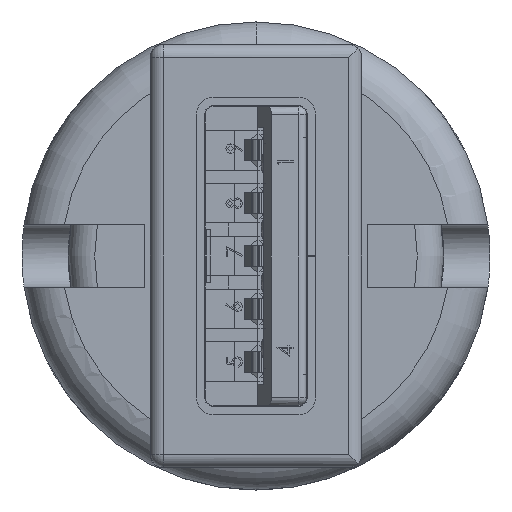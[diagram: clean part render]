
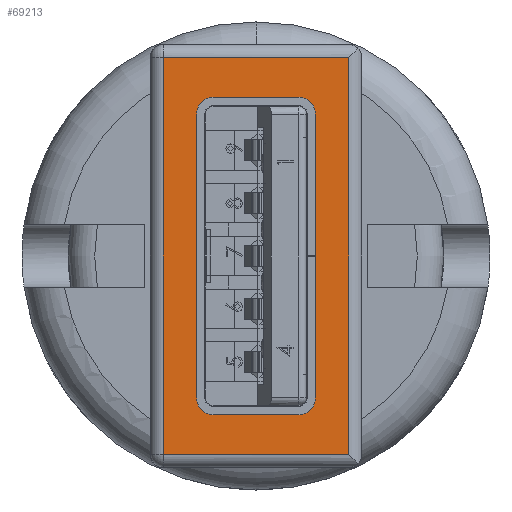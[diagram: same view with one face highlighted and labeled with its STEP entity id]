
A CAD part, left-side view. The second image highlights one B-rep face of the part: STEP entity #69213.
In plain terms, the highlighted face is planar.
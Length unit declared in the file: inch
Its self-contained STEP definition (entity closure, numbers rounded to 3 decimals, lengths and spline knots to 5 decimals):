
#2305 = EDGE_CURVE ( 'NONE', #11677, #21973, #4234, .T. ) ;
#2553 = CARTESIAN_POINT ( 'NONE',  ( -0.21102, 0.08858, -0.47244 ) ) ;
#3436 = CARTESIAN_POINT ( 'NONE',  ( 0.23622, -0.06339, -0.47244 ) ) ;
#4234 = LINE ( 'NONE', #14368, #61237 ) ;
#4368 = EDGE_CURVE ( 'NONE', #75602, #78252, #27552, .T. ) ;
#4676 = AXIS2_PLACEMENT_3D ( 'NONE', #46280, #38811, #54053 ) ;
#8642 = CARTESIAN_POINT ( 'NONE',  ( -0.21102, -0.08858, -0.47244 ) ) ;
#9683 = CARTESIAN_POINT ( 'NONE',  ( 0.29528, 0.1378, -0.47244 ) ) ;
#10309 = LINE ( 'NONE', #72888, #25925 ) ;
#11677 = VERTEX_POINT ( 'NONE', #28228 ) ;
#12639 = CARTESIAN_POINT ( 'NONE',  ( 0.31496, -0.1378, -0.47244 ) ) ;
#12735 = EDGE_CURVE ( 'NONE', #44073, #22445, #61606, .T. ) ;
#13278 = CARTESIAN_POINT ( 'NONE',  ( -0.23622, -0.06339, -0.47244 ) ) ;
#13320 = VECTOR ( 'NONE', #43208, 39.37008 ) ;
#13500 = DIRECTION ( 'NONE',  ( 0., 0., -1. ) ) ;
#13982 = DIRECTION ( 'NONE',  ( 0., 1., 0. ) ) ;
#14368 = CARTESIAN_POINT ( 'NONE',  ( -0.21102, 0.08858, -0.47244 ) ) ;
#15765 = CARTESIAN_POINT ( 'NONE',  ( 0.21102, 0.06339, -0.47244 ) ) ;
#16269 = ORIENTED_EDGE ( 'NONE', *, *, #12735, .T. ) ;
#16343 = ORIENTED_EDGE ( 'NONE', *, *, #50925, .F. ) ;
#17464 = CIRCLE ( 'NONE', #4676, 0.0252 ) ;
#17983 = LINE ( 'NONE', #8642, #74902 ) ;
#18183 = LINE ( 'NONE', #12639, #13320 ) ;
#18421 = ORIENTED_EDGE ( 'NONE', *, *, #4368, .F. ) ;
#19848 = CARTESIAN_POINT ( 'NONE',  ( 0.21102, -0.08858, -0.47244 ) ) ;
#20621 = DIRECTION ( 'NONE',  ( 0., -1., 0. ) ) ;
#21973 = VERTEX_POINT ( 'NONE', #2553 ) ;
#22445 = VERTEX_POINT ( 'NONE', #22742 ) ;
#22742 = CARTESIAN_POINT ( 'NONE',  ( -0.29528, 0.1378, -0.47244 ) ) ;
#22988 = AXIS2_PLACEMENT_3D ( 'NONE', #15765, #39204, #54760 ) ;
#23184 = ORIENTED_EDGE ( 'NONE', *, *, #51789, .T. ) ;
#23700 = ORIENTED_EDGE ( 'NONE', *, *, #100080, .F. ) ;
#25156 = FACE_OUTER_BOUND ( 'NONE', #63536, .T. ) ;
#25277 = DIRECTION ( 'NONE',  ( -1., 0., 0. ) ) ;
#25925 = VECTOR ( 'NONE', #50963, 39.37008 ) ;
#27552 = CIRCLE ( 'NONE', #48490, 0.0252 ) ;
#28228 = CARTESIAN_POINT ( 'NONE',  ( 0.21102, 0.08858, -0.47244 ) ) ;
#28991 = CARTESIAN_POINT ( 'NONE',  ( -0.21102, -0.06339, -0.47244 ) ) ;
#29614 = ORIENTED_EDGE ( 'NONE', *, *, #30522, .F. ) ;
#30522 = EDGE_CURVE ( 'NONE', #21973, #51736, #17464, .T. ) ;
#30743 = VERTEX_POINT ( 'NONE', #96595 ) ;
#33891 = AXIS2_PLACEMENT_3D ( 'NONE', #40216, #85802, #62883 ) ;
#38753 = VECTOR ( 'NONE', #20621, 39.37008 ) ;
#38811 = DIRECTION ( 'NONE',  ( 0., 0., 1. ) ) ;
#39204 = DIRECTION ( 'NONE',  ( 0., 0., 1. ) ) ;
#40159 = CARTESIAN_POINT ( 'NONE',  ( -0.21102, -0.08858, -0.47244 ) ) ;
#40216 = CARTESIAN_POINT ( 'NONE',  ( 0.21102, -0.06339, -0.47244 ) ) ;
#43208 = DIRECTION ( 'NONE',  ( 1., 0., 0. ) ) ;
#44051 = VERTEX_POINT ( 'NONE', #19848 ) ;
#44073 = VERTEX_POINT ( 'NONE', #9683 ) ;
#44420 = DIRECTION ( 'NONE',  ( -1., 0., 0. ) ) ;
#46280 = CARTESIAN_POINT ( 'NONE',  ( -0.21102, 0.06339, -0.47244 ) ) ;
#48490 = AXIS2_PLACEMENT_3D ( 'NONE', #28991, #67981, #60867 ) ;
#50925 = EDGE_CURVE ( 'NONE', #54336, #89655, #89846, .T. ) ;
#50963 = DIRECTION ( 'NONE',  ( 0., -1., 0. ) ) ;
#51736 = VERTEX_POINT ( 'NONE', #74267 ) ;
#51789 = EDGE_CURVE ( 'NONE', #30743, #52443, #18183, .T. ) ;
#52239 = EDGE_CURVE ( 'NONE', #51736, #75602, #67785, .T. ) ;
#52443 = VERTEX_POINT ( 'NONE', #100409 ) ;
#53639 = CIRCLE ( 'NONE', #22988, 0.0252 ) ;
#54053 = DIRECTION ( 'NONE',  ( -1., 0., 0. ) ) ;
#54336 = VERTEX_POINT ( 'NONE', #3436 ) ;
#54760 = DIRECTION ( 'NONE',  ( -1., 0., 0. ) ) ;
#57147 = CARTESIAN_POINT ( 'NONE',  ( -0.31496, 0.1378, -0.47244 ) ) ;
#57344 = ORIENTED_EDGE ( 'NONE', *, *, #100072, .F. ) ;
#57965 = FACE_BOUND ( 'NONE', #84211, .T. ) ;
#59587 = CARTESIAN_POINT ( 'NONE',  ( -0.23622, -0.06339, -0.47244 ) ) ;
#60101 = DIRECTION ( 'NONE',  ( -1., 0., 0. ) ) ;
#60867 = DIRECTION ( 'NONE',  ( -1., 0., 0. ) ) ;
#61237 = VECTOR ( 'NONE', #60101, 39.37008 ) ;
#61606 = LINE ( 'NONE', #57147, #75998 ) ;
#61649 = AXIS2_PLACEMENT_3D ( 'NONE', #90658, #13500, #44420 ) ;
#61770 = LINE ( 'NONE', #69382, #99239 ) ;
#62883 = DIRECTION ( 'NONE',  ( 1., 0., 0. ) ) ;
#63536 = EDGE_LOOP ( 'NONE', ( #80052, #23184, #88491, #16269 ) ) ;
#65758 = EDGE_CURVE ( 'NONE', #22445, #30743, #10309, .T. ) ;
#67685 = CIRCLE ( 'NONE', #33891, 0.0252 ) ;
#67785 = LINE ( 'NONE', #59587, #38753 ) ;
#67981 = DIRECTION ( 'NONE',  ( 0., 0., 1. ) ) ;
#69213 = ADVANCED_FACE ( '?1', ( #57965, #25156 ), #75133, .F. ) ;
#69382 = CARTESIAN_POINT ( 'NONE',  ( 0.29528, 0.15748, -0.47244 ) ) ;
#72888 = CARTESIAN_POINT ( 'NONE',  ( -0.29528, -0.15748, -0.47244 ) ) ;
#73817 = ORIENTED_EDGE ( 'NONE', *, *, #2305, .F. ) ;
#74267 = CARTESIAN_POINT ( 'NONE',  ( -0.23622, 0.06339, -0.47244 ) ) ;
#74902 = VECTOR ( 'NONE', #92952, 39.37008 ) ;
#75133 = PLANE ( 'NONE',  #61649 ) ;
#75602 = VERTEX_POINT ( 'NONE', #13278 ) ;
#75998 = VECTOR ( 'NONE', #25277, 39.37008 ) ;
#78058 = DIRECTION ( 'NONE',  ( 0., 1., 0. ) ) ;
#78252 = VERTEX_POINT ( 'NONE', #40159 ) ;
#78794 = ORIENTED_EDGE ( 'NONE', *, *, #52239, .F. ) ;
#78948 = VECTOR ( 'NONE', #13982, 39.37008 ) ;
#80052 = ORIENTED_EDGE ( 'NONE', *, *, #65758, .T. ) ;
#81591 = ORIENTED_EDGE ( 'NONE', *, *, #84755, .F. ) ;
#84211 = EDGE_LOOP ( 'NONE', ( #73817, #81591, #16343, #57344, #23700, #18421, #78794, #29614 ) ) ;
#84676 = CARTESIAN_POINT ( 'NONE',  ( 0.23622, -0.06339, -0.47244 ) ) ;
#84755 = EDGE_CURVE ( 'NONE', #89655, #11677, #53639, .T. ) ;
#84782 = CARTESIAN_POINT ( 'NONE',  ( 0.23622, 0.06339, -0.47244 ) ) ;
#85802 = DIRECTION ( 'NONE',  ( 0., 0., 1. ) ) ;
#88491 = ORIENTED_EDGE ( 'NONE', *, *, #88601, .T. ) ;
#88601 = EDGE_CURVE ( 'NONE', #52443, #44073, #61770, .T. ) ;
#89655 = VERTEX_POINT ( 'NONE', #84782 ) ;
#89846 = LINE ( 'NONE', #84676, #78948 ) ;
#90658 = CARTESIAN_POINT ( 'NONE',  ( 0.31496, 0.15748, -0.47244 ) ) ;
#92952 = DIRECTION ( 'NONE',  ( 1., 0., 0. ) ) ;
#96595 = CARTESIAN_POINT ( 'NONE',  ( -0.29528, -0.1378, -0.47244 ) ) ;
#99239 = VECTOR ( 'NONE', #78058, 39.37008 ) ;
#100072 = EDGE_CURVE ( 'NONE', #44051, #54336, #67685, .T. ) ;
#100080 = EDGE_CURVE ( 'NONE', #78252, #44051, #17983, .T. ) ;
#100409 = CARTESIAN_POINT ( 'NONE',  ( 0.29528, -0.1378, -0.47244 ) ) ;
